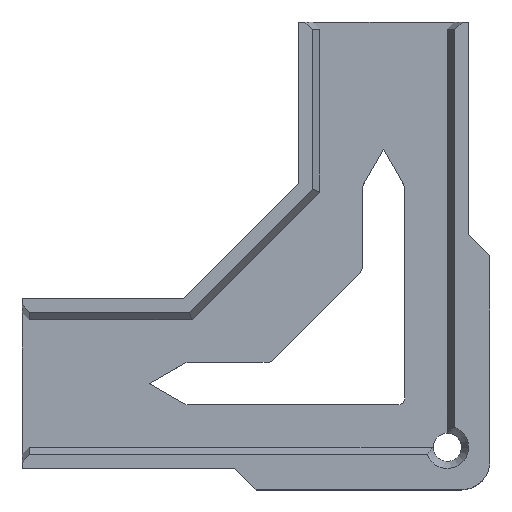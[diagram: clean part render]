
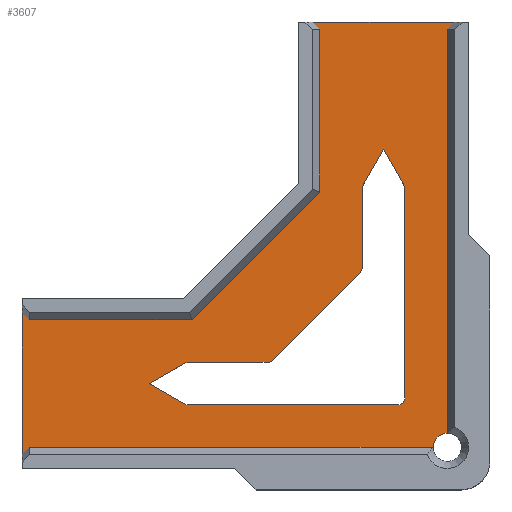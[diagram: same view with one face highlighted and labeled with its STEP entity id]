
A CAD part, top view. The second image highlights one B-rep face of the part: STEP entity #3607.
In plain terms, the highlighted planar face has unit normal (0, 0, 1).
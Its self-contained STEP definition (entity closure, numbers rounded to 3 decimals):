
#274 = EDGE_CURVE('',#275,#277,#279,.T.);
#275 = VERTEX_POINT('',#276);
#276 = CARTESIAN_POINT('',(-37.036,11.866,3.));
#277 = VERTEX_POINT('',#278);
#278 = CARTESIAN_POINT('',(-42.,9.,3.));
#279 = LINE('',#280,#281);
#280 = CARTESIAN_POINT('',(-36.804,12.,3.));
#281 = VECTOR('',#282,1.);
#282 = DIRECTION('',(-0.866,-0.5,0.));
#305 = EDGE_CURVE('',#275,#306,#308,.T.);
#306 = VERTEX_POINT('',#307);
#307 = CARTESIAN_POINT('',(-36.536,12.,3.));
#308 = CIRCLE('',#309,1.);
#309 = AXIS2_PLACEMENT_3D('',#310,#311,#312);
#310 = CARTESIAN_POINT('',(-36.536,11.,3.));
#311 = DIRECTION('',(0.,0.,-1.));
#312 = DIRECTION('',(0.,1.,0.));
#330 = EDGE_CURVE('',#277,#331,#333,.T.);
#331 = VERTEX_POINT('',#332);
#332 = CARTESIAN_POINT('',(-37.036,6.134,3.));
#333 = LINE('',#334,#335);
#334 = CARTESIAN_POINT('',(-42.,9.,3.));
#335 = VECTOR('',#336,1.);
#336 = DIRECTION('',(0.866,-0.5,0.));
#354 = EDGE_CURVE('',#306,#355,#357,.T.);
#355 = VERTEX_POINT('',#356);
#356 = CARTESIAN_POINT('',(-25.444,12.,3.));
#357 = LINE('',#358,#359);
#358 = CARTESIAN_POINT('',(-36.804,12.,3.));
#359 = VECTOR('',#360,1.);
#360 = DIRECTION('',(1.,0.,0.));
#378 = EDGE_CURVE('',#331,#379,#381,.T.);
#379 = VERTEX_POINT('',#380);
#380 = CARTESIAN_POINT('',(-36.536,6.,3.));
#381 = CIRCLE('',#382,1.);
#382 = AXIS2_PLACEMENT_3D('',#383,#384,#385);
#383 = CARTESIAN_POINT('',(-36.536,7.,3.));
#384 = DIRECTION('',(0.,-0.,1.));
#385 = DIRECTION('',(0.,1.,0.));
#403 = EDGE_CURVE('',#355,#404,#406,.T.);
#404 = VERTEX_POINT('',#405);
#405 = CARTESIAN_POINT('',(-24.737,12.293,3.));
#406 = CIRCLE('',#407,1.);
#407 = AXIS2_PLACEMENT_3D('',#408,#409,#410);
#408 = CARTESIAN_POINT('',(-25.444,13.,3.));
#409 = DIRECTION('',(0.,-0.,1.));
#410 = DIRECTION('',(0.,1.,0.));
#428 = EDGE_CURVE('',#429,#379,#431,.T.);
#429 = VERTEX_POINT('',#430);
#430 = CARTESIAN_POINT('',(-7.,6.,3.));
#431 = LINE('',#432,#433);
#432 = CARTESIAN_POINT('',(-6.,6.,3.));
#433 = VECTOR('',#434,1.);
#434 = DIRECTION('',(-1.,0.,0.));
#452 = EDGE_CURVE('',#404,#453,#455,.T.);
#453 = VERTEX_POINT('',#454);
#454 = CARTESIAN_POINT('',(-12.293,24.737,3.));
#455 = LINE('',#456,#457);
#456 = CARTESIAN_POINT('',(-25.029,12.,3.));
#457 = VECTOR('',#458,1.);
#458 = DIRECTION('',(0.707,0.707,0.));
#476 = EDGE_CURVE('',#429,#477,#479,.T.);
#477 = VERTEX_POINT('',#478);
#478 = CARTESIAN_POINT('',(-6.,7.,3.));
#479 = CIRCLE('',#480,1.);
#480 = AXIS2_PLACEMENT_3D('',#481,#482,#483);
#481 = CARTESIAN_POINT('',(-7.,7.,3.));
#482 = DIRECTION('',(0.,-0.,1.));
#483 = DIRECTION('',(0.,1.,0.));
#501 = EDGE_CURVE('',#453,#502,#504,.T.);
#502 = VERTEX_POINT('',#503);
#503 = CARTESIAN_POINT('',(-12.,25.444,3.));
#504 = CIRCLE('',#505,1.);
#505 = AXIS2_PLACEMENT_3D('',#506,#507,#508);
#506 = CARTESIAN_POINT('',(-13.,25.444,3.));
#507 = DIRECTION('',(0.,-0.,1.));
#508 = DIRECTION('',(0.,1.,0.));
#526 = EDGE_CURVE('',#527,#477,#529,.T.);
#527 = VERTEX_POINT('',#528);
#528 = CARTESIAN_POINT('',(-6.,36.536,3.));
#529 = LINE('',#530,#531);
#530 = CARTESIAN_POINT('',(-6.,36.804,3.));
#531 = VECTOR('',#532,1.);
#532 = DIRECTION('',(0.,-1.,0.));
#550 = EDGE_CURVE('',#502,#551,#553,.T.);
#551 = VERTEX_POINT('',#552);
#552 = CARTESIAN_POINT('',(-12.,36.536,3.));
#553 = LINE('',#554,#555);
#554 = CARTESIAN_POINT('',(-12.,25.029,3.));
#555 = VECTOR('',#556,1.);
#556 = DIRECTION('',(0.,1.,0.));
#574 = EDGE_CURVE('',#527,#575,#577,.T.);
#575 = VERTEX_POINT('',#576);
#576 = CARTESIAN_POINT('',(-6.134,37.036,3.));
#577 = CIRCLE('',#578,1.);
#578 = AXIS2_PLACEMENT_3D('',#579,#580,#581);
#579 = CARTESIAN_POINT('',(-7.,36.536,3.));
#580 = DIRECTION('',(0.,-0.,1.));
#581 = DIRECTION('',(0.,1.,0.));
#599 = EDGE_CURVE('',#551,#600,#602,.T.);
#600 = VERTEX_POINT('',#601);
#601 = CARTESIAN_POINT('',(-11.866,37.036,3.));
#602 = CIRCLE('',#603,1.);
#603 = AXIS2_PLACEMENT_3D('',#604,#605,#606);
#604 = CARTESIAN_POINT('',(-11.,36.536,3.));
#605 = DIRECTION('',(0.,0.,-1.));
#606 = DIRECTION('',(0.,1.,0.));
#624 = EDGE_CURVE('',#625,#575,#627,.T.);
#625 = VERTEX_POINT('',#626);
#626 = CARTESIAN_POINT('',(-9.,42.,3.));
#627 = LINE('',#628,#629);
#628 = CARTESIAN_POINT('',(-9.,42.,3.));
#629 = VECTOR('',#630,1.);
#630 = DIRECTION('',(0.5,-0.866,0.));
#648 = EDGE_CURVE('',#600,#625,#649,.T.);
#649 = LINE('',#650,#651);
#650 = CARTESIAN_POINT('',(-12.,36.804,3.));
#651 = VECTOR('',#652,1.);
#652 = DIRECTION('',(0.5,0.866,0.));
#852 = VERTEX_POINT('',#853);
#853 = CARTESIAN_POINT('',(-60.,-1.,3.));
#859 = EDGE_CURVE('',#860,#852,#862,.T.);
#860 = VERTEX_POINT('',#861);
#861 = CARTESIAN_POINT('',(-60.,0.,3.));
#862 = LINE('',#863,#864);
#863 = CARTESIAN_POINT('',(-60.,16.078,3.));
#864 = VECTOR('',#865,1.);
#865 = DIRECTION('',(-0.,-1.,-0.));
#867 = EDGE_CURVE('',#860,#868,#870,.T.);
#868 = VERTEX_POINT('',#869);
#869 = CARTESIAN_POINT('',(-60.,18.,3.));
#870 = LINE('',#871,#872);
#871 = CARTESIAN_POINT('',(-60.,0.,3.));
#872 = VECTOR('',#873,1.);
#873 = DIRECTION('',(0.,1.,0.));
#875 = EDGE_CURVE('',#868,#876,#878,.T.);
#876 = VERTEX_POINT('',#877);
#877 = CARTESIAN_POINT('',(-60.,19.,3.));
#878 = LINE('',#879,#880);
#879 = CARTESIAN_POINT('',(-60.,16.078,3.));
#880 = VECTOR('',#881,1.);
#881 = DIRECTION('',(0.,1.,0.));
#3442 = VERTEX_POINT('',#3443);
#3443 = CARTESIAN_POINT('',(-19.,60.,3.));
#3449 = EDGE_CURVE('',#3450,#3442,#3452,.T.);
#3450 = VERTEX_POINT('',#3451);
#3451 = CARTESIAN_POINT('',(-18.,60.,3.));
#3452 = LINE('',#3453,#3454);
#3453 = CARTESIAN_POINT('',(-16.078,60.,3.));
#3454 = VECTOR('',#3455,1.);
#3455 = DIRECTION('',(-1.,-0.,-0.));
#3457 = EDGE_CURVE('',#3450,#3458,#3460,.T.);
#3458 = VERTEX_POINT('',#3459);
#3459 = CARTESIAN_POINT('',(0.,60.,3.));
#3460 = LINE('',#3461,#3462);
#3461 = CARTESIAN_POINT('',(-18.,60.,3.));
#3462 = VECTOR('',#3463,1.);
#3463 = DIRECTION('',(1.,0.,0.));
#3465 = EDGE_CURVE('',#3458,#3466,#3468,.T.);
#3466 = VERTEX_POINT('',#3467);
#3467 = CARTESIAN_POINT('',(1.,60.,3.));
#3468 = LINE('',#3469,#3470);
#3469 = CARTESIAN_POINT('',(-16.078,60.,3.));
#3470 = VECTOR('',#3471,1.);
#3471 = DIRECTION('',(1.,0.,0.));
#3572 = VERTEX_POINT('',#3573);
#3573 = CARTESIAN_POINT('',(-2.,0.,3.));
#3579 = EDGE_CURVE('',#3572,#3580,#3582,.T.);
#3580 = VERTEX_POINT('',#3581);
#3581 = CARTESIAN_POINT('',(0.,2.,3.));
#3582 = CIRCLE('',#3583,2.);
#3583 = AXIS2_PLACEMENT_3D('',#3584,#3585,#3586);
#3584 = CARTESIAN_POINT('',(0.,0.,3.));
#3585 = DIRECTION('',(0.,0.,-1.));
#3586 = DIRECTION('',(1.,0.,0.));
#3607 = ADVANCED_FACE('',(#3608,#3626),#3701,.T.);
#3608 = FACE_BOUND('',#3609,.T.);
#3609 = EDGE_LOOP('',(#3610,#3611,#3612,#3613,#3614,#3615,#3616,#3617,
    #3618,#3619,#3620,#3621,#3622,#3623,#3624,#3625));
#3610 = ORIENTED_EDGE('',*,*,#274,.F.);
#3611 = ORIENTED_EDGE('',*,*,#305,.T.);
#3612 = ORIENTED_EDGE('',*,*,#354,.T.);
#3613 = ORIENTED_EDGE('',*,*,#403,.T.);
#3614 = ORIENTED_EDGE('',*,*,#452,.T.);
#3615 = ORIENTED_EDGE('',*,*,#501,.T.);
#3616 = ORIENTED_EDGE('',*,*,#550,.T.);
#3617 = ORIENTED_EDGE('',*,*,#599,.T.);
#3618 = ORIENTED_EDGE('',*,*,#648,.T.);
#3619 = ORIENTED_EDGE('',*,*,#624,.T.);
#3620 = ORIENTED_EDGE('',*,*,#574,.F.);
#3621 = ORIENTED_EDGE('',*,*,#526,.T.);
#3622 = ORIENTED_EDGE('',*,*,#476,.F.);
#3623 = ORIENTED_EDGE('',*,*,#428,.T.);
#3624 = ORIENTED_EDGE('',*,*,#378,.F.);
#3625 = ORIENTED_EDGE('',*,*,#330,.F.);
#3626 = FACE_BOUND('',#3627,.T.);
#3627 = EDGE_LOOP('',(#3628,#3636,#3642,#3643,#3644,#3645,#3653,#3661,
    #3669,#3677,#3683,#3684,#3685,#3686,#3694,#3700));
#3628 = ORIENTED_EDGE('',*,*,#3629,.F.);
#3629 = EDGE_CURVE('',#3630,#3580,#3632,.T.);
#3630 = VERTEX_POINT('',#3631);
#3631 = CARTESIAN_POINT('',(0.,59.,3.));
#3632 = LINE('',#3633,#3634);
#3633 = CARTESIAN_POINT('',(0.,60.,3.));
#3634 = VECTOR('',#3635,1.);
#3635 = DIRECTION('',(0.,-1.,0.));
#3636 = ORIENTED_EDGE('',*,*,#3637,.F.);
#3637 = EDGE_CURVE('',#3466,#3630,#3638,.T.);
#3638 = LINE('',#3639,#3640);
#3639 = CARTESIAN_POINT('',(-14.5,44.5,3.));
#3640 = VECTOR('',#3641,1.);
#3641 = DIRECTION('',(-0.707,-0.707,0.));
#3642 = ORIENTED_EDGE('',*,*,#3465,.F.);
#3643 = ORIENTED_EDGE('',*,*,#3457,.F.);
#3644 = ORIENTED_EDGE('',*,*,#3449,.T.);
#3645 = ORIENTED_EDGE('',*,*,#3646,.T.);
#3646 = EDGE_CURVE('',#3442,#3647,#3649,.T.);
#3647 = VERTEX_POINT('',#3648);
#3648 = CARTESIAN_POINT('',(-18.,59.,3.));
#3649 = LINE('',#3650,#3651);
#3650 = CARTESIAN_POINT('',(-10.578,51.578,3.));
#3651 = VECTOR('',#3652,1.);
#3652 = DIRECTION('',(0.707,-0.707,0.));
#3653 = ORIENTED_EDGE('',*,*,#3654,.F.);
#3654 = EDGE_CURVE('',#3655,#3647,#3657,.T.);
#3655 = VERTEX_POINT('',#3656);
#3656 = CARTESIAN_POINT('',(-18.,36.,3.));
#3657 = LINE('',#3658,#3659);
#3658 = CARTESIAN_POINT('',(-18.,36.,3.));
#3659 = VECTOR('',#3660,1.);
#3660 = DIRECTION('',(0.,1.,0.));
#3661 = ORIENTED_EDGE('',*,*,#3662,.F.);
#3662 = EDGE_CURVE('',#3663,#3655,#3665,.T.);
#3663 = VERTEX_POINT('',#3664);
#3664 = CARTESIAN_POINT('',(-36.,18.,3.));
#3665 = LINE('',#3666,#3667);
#3666 = CARTESIAN_POINT('',(-36.,18.,3.));
#3667 = VECTOR('',#3668,1.);
#3668 = DIRECTION('',(0.707,0.707,0.));
#3669 = ORIENTED_EDGE('',*,*,#3670,.F.);
#3670 = EDGE_CURVE('',#3671,#3663,#3673,.T.);
#3671 = VERTEX_POINT('',#3672);
#3672 = CARTESIAN_POINT('',(-59.,18.,3.));
#3673 = LINE('',#3674,#3675);
#3674 = CARTESIAN_POINT('',(-60.,18.,3.));
#3675 = VECTOR('',#3676,1.);
#3676 = DIRECTION('',(1.,0.,0.));
#3677 = ORIENTED_EDGE('',*,*,#3678,.F.);
#3678 = EDGE_CURVE('',#876,#3671,#3679,.T.);
#3679 = LINE('',#3680,#3681);
#3680 = CARTESIAN_POINT('',(-51.578,10.578,3.));
#3681 = VECTOR('',#3682,1.);
#3682 = DIRECTION('',(0.707,-0.707,0.));
#3683 = ORIENTED_EDGE('',*,*,#875,.F.);
#3684 = ORIENTED_EDGE('',*,*,#867,.F.);
#3685 = ORIENTED_EDGE('',*,*,#859,.T.);
#3686 = ORIENTED_EDGE('',*,*,#3687,.T.);
#3687 = EDGE_CURVE('',#852,#3688,#3690,.T.);
#3688 = VERTEX_POINT('',#3689);
#3689 = CARTESIAN_POINT('',(-59.,0.,3.));
#3690 = LINE('',#3691,#3692);
#3691 = CARTESIAN_POINT('',(-44.5,14.5,3.));
#3692 = VECTOR('',#3693,1.);
#3693 = DIRECTION('',(0.707,0.707,0.));
#3694 = ORIENTED_EDGE('',*,*,#3695,.F.);
#3695 = EDGE_CURVE('',#3572,#3688,#3696,.T.);
#3696 = LINE('',#3697,#3698);
#3697 = CARTESIAN_POINT('',(0.,0.,3.));
#3698 = VECTOR('',#3699,1.);
#3699 = DIRECTION('',(-1.,0.,0.));
#3700 = ORIENTED_EDGE('',*,*,#3579,.T.);
#3701 = PLANE('',#3702);
#3702 = AXIS2_PLACEMENT_3D('',#3703,#3704,#3705);
#3703 = CARTESIAN_POINT('',(-23.156,23.156,3.));
#3704 = DIRECTION('',(0.,0.,1.));
#3705 = DIRECTION('',(1.,0.,0.));
